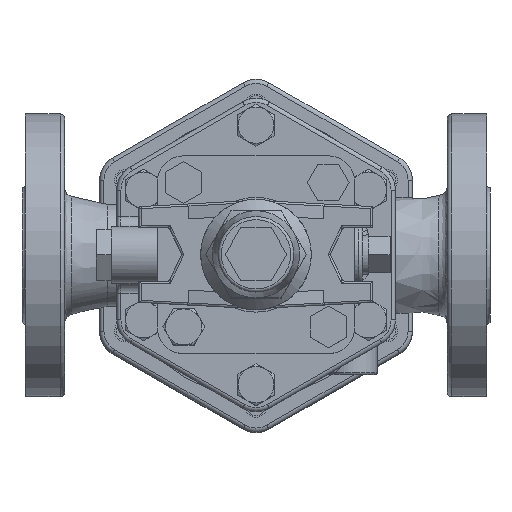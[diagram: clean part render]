
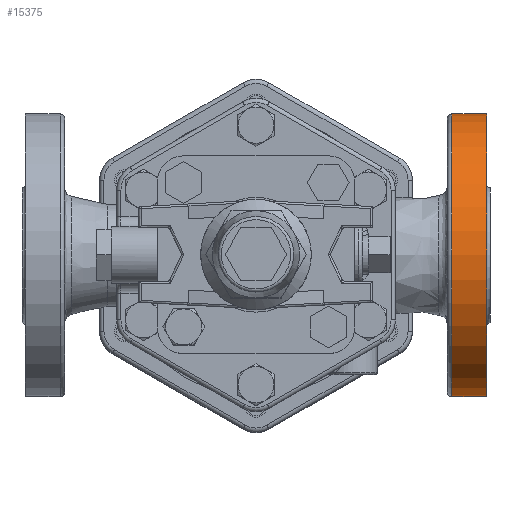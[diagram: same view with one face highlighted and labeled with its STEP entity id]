
A CAD part, top view. The second image highlights one B-rep face of the part: STEP entity #15375.
In plain terms, the highlighted cylindrical face has radius 66.5 mm (diameter 133 mm), a full revolution.
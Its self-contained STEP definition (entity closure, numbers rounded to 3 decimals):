
#474=FACE_BOUND('',#2531,.T.);
#1464=FACE_OUTER_BOUND('',#2530,.T.);
#2530=EDGE_LOOP('',(#10764));
#2531=EDGE_LOOP('',(#10765));
#5456=CIRCLE('',#16437,66.5);
#5462=CIRCLE('',#16445,66.5);
#6758=VERTEX_POINT('',#23960);
#6765=VERTEX_POINT('',#23999);
#8299=EDGE_CURVE('',#6758,#6758,#5456,.T.);
#8306=EDGE_CURVE('',#6765,#6765,#5462,.T.);
#10764=ORIENTED_EDGE('',*,*,#8306,.T.);
#10765=ORIENTED_EDGE('',*,*,#8299,.F.);
#15048=CYLINDRICAL_SURFACE('',#16444,66.5);
#15375=ADVANCED_FACE('',(#1464,#474),#15048,.T.);
#16437=AXIS2_PLACEMENT_3D('',#23961,#18337,#18338);
#16444=AXIS2_PLACEMENT_3D('',#23998,#18351,#18352);
#16445=AXIS2_PLACEMENT_3D('',#24000,#18353,#18354);
#18337=DIRECTION('center_axis',(-1.,0.,0.));
#18338=DIRECTION('ref_axis',(0.,0.,1.));
#18351=DIRECTION('center_axis',(1.,0.,0.));
#18352=DIRECTION('ref_axis',(0.,0.,1.));
#18353=DIRECTION('center_axis',(-1.,0.,0.));
#18354=DIRECTION('ref_axis',(0.,0.,1.));
#23960=CARTESIAN_POINT('',(92.,0.,41.5));
#23961=CARTESIAN_POINT('Origin',(92.,0.,108.));
#23998=CARTESIAN_POINT('Origin',(90.,0.,108.));
#23999=CARTESIAN_POINT('',(108.4,0.,41.5));
#24000=CARTESIAN_POINT('Origin',(108.4,0.,108.));
